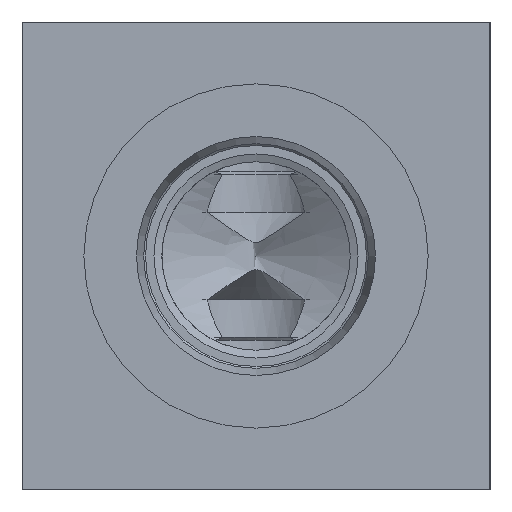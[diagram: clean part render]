
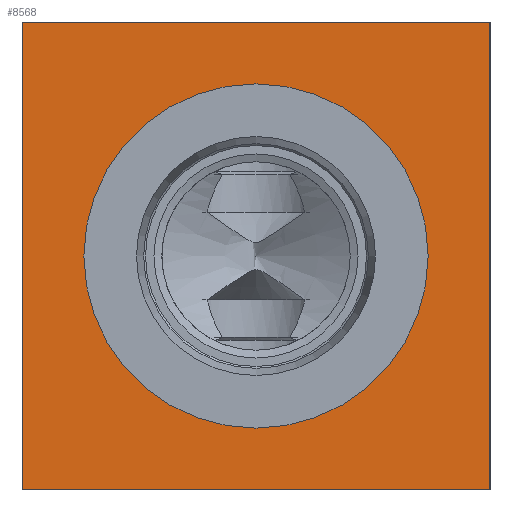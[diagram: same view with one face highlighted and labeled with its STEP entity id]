
A CAD part, left-side view. The second image highlights one B-rep face of the part: STEP entity #8568.
In plain terms, the highlighted planar face has unit normal (-1, 0, 0).
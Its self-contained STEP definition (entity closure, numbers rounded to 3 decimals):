
#312=CIRCLE('',#9117,21.019);
#313=CIRCLE('',#9118,21.019);
#378=FACE_BOUND('',#1558,.T.);
#625=PLANE('',#9131);
#1063=FACE_OUTER_BOUND('',#1557,.T.);
#1557=EDGE_LOOP('',(#7690,#7691,#7692,#7693));
#1558=EDGE_LOOP('',(#7694,#7695));
#1855=LINE('',#13113,#2611);
#2323=LINE('',#14976,#3079);
#2324=LINE('',#14977,#3080);
#2325=LINE('',#14978,#3081);
#2611=VECTOR('',#9565,10.);
#3079=VECTOR('',#10975,10.);
#3080=VECTOR('',#10976,10.);
#3081=VECTOR('',#10977,10.);
#3627=VERTEX_POINT('',#13106);
#3630=VERTEX_POINT('',#13111);
#4119=VERTEX_POINT('',#14945);
#4120=VERTEX_POINT('',#14946);
#4129=VERTEX_POINT('',#14974);
#4130=VERTEX_POINT('',#14975);
#4595=EDGE_CURVE('',#3630,#3627,#1855,.T.);
#5311=EDGE_CURVE('',#4119,#4120,#312,.T.);
#5312=EDGE_CURVE('',#4120,#4119,#313,.T.);
#5325=EDGE_CURVE('',#4129,#4130,#2323,.T.);
#5326=EDGE_CURVE('',#4130,#3627,#2324,.T.);
#5327=EDGE_CURVE('',#4129,#3630,#2325,.T.);
#7690=ORIENTED_EDGE('',*,*,#5325,.T.);
#7691=ORIENTED_EDGE('',*,*,#5326,.T.);
#7692=ORIENTED_EDGE('',*,*,#4595,.F.);
#7693=ORIENTED_EDGE('',*,*,#5327,.F.);
#7694=ORIENTED_EDGE('',*,*,#5311,.T.);
#7695=ORIENTED_EDGE('',*,*,#5312,.T.);
#8568=ADVANCED_FACE('',(#1063,#378),#625,.T.);
#9117=AXIS2_PLACEMENT_3D('',#14947,#10941,#10942);
#9118=AXIS2_PLACEMENT_3D('',#14948,#10943,#10944);
#9131=AXIS2_PLACEMENT_3D('',#14973,#10973,#10974);
#9565=DIRECTION('',(0.,-1.,0.));
#10941=DIRECTION('center_axis',(1.,0.,0.));
#10942=DIRECTION('ref_axis',(0.,0.,1.));
#10943=DIRECTION('center_axis',(1.,0.,0.));
#10944=DIRECTION('ref_axis',(0.,0.,1.));
#10973=DIRECTION('center_axis',(-1.,0.,0.));
#10974=DIRECTION('ref_axis',(0.,-1.,0.));
#10975=DIRECTION('',(0.,-1.,0.));
#10976=DIRECTION('',(0.,0.,1.));
#10977=DIRECTION('',(0.,0.,1.));
#13106=CARTESIAN_POINT('',(0.,0.,57.15));
#13111=CARTESIAN_POINT('',(0.,57.15,57.15));
#13113=CARTESIAN_POINT('',(0.,57.15,57.15));
#14945=CARTESIAN_POINT('',(0.,28.575,49.594));
#14946=CARTESIAN_POINT('',(0.,28.575,7.556));
#14947=CARTESIAN_POINT('Origin',(0.,28.575,28.575));
#14948=CARTESIAN_POINT('Origin',(0.,28.575,28.575));
#14973=CARTESIAN_POINT('Origin',(0.,57.15,0.));
#14974=CARTESIAN_POINT('',(0.,57.15,0.));
#14975=CARTESIAN_POINT('',(0.,0.,0.));
#14976=CARTESIAN_POINT('',(0.,57.15,0.));
#14977=CARTESIAN_POINT('',(0.,0.,0.));
#14978=CARTESIAN_POINT('',(0.,57.15,0.));
